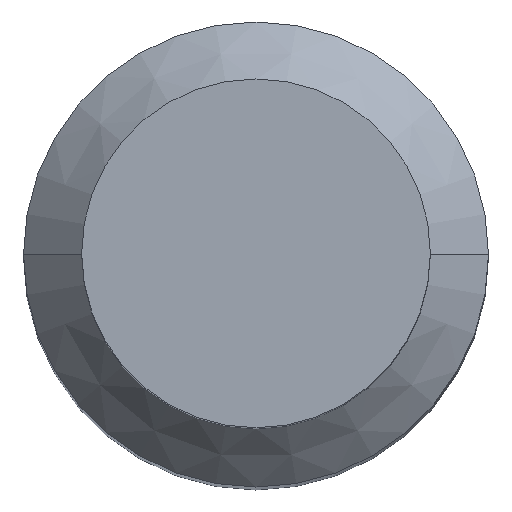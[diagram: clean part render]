
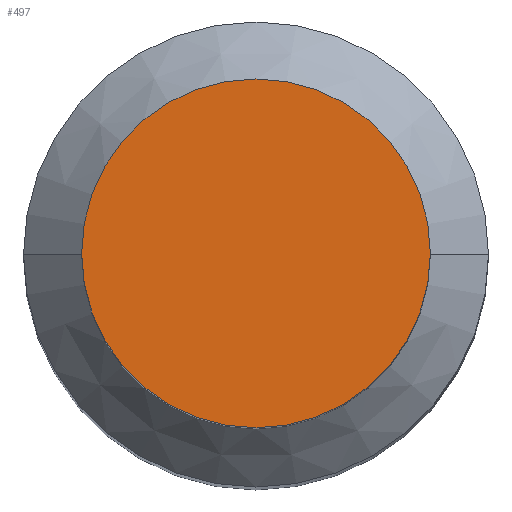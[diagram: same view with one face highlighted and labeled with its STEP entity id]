
A CAD part, top view. The second image highlights one B-rep face of the part: STEP entity #497.
In plain terms, the highlighted planar face has unit normal (0, 0, 1).
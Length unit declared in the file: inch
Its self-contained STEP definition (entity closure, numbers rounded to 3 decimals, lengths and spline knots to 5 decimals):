
#3 = VERTEX_POINT ( 'NONE', #504 ) ;
#4 = DIRECTION ( 'NONE',  ( 1., 0., 0. ) ) ;
#26 = FACE_OUTER_BOUND ( 'NONE', #366, .T. ) ;
#87 = CIRCLE ( 'NONE', #351, 0.05906 ) ;
#103 = VERTEX_POINT ( 'NONE', #130 ) ;
#130 = CARTESIAN_POINT ( 'NONE',  ( 0.05906, 0., 2.37008 ) ) ;
#158 = EDGE_CURVE ( 'NONE', #3, #103, #564, .T. ) ;
#167 = EDGE_CURVE ( 'NONE', #103, #3, #87, .T. ) ;
#172 = DIRECTION ( 'NONE',  ( 0., 0., -1. ) ) ;
#185 = ORIENTED_EDGE ( 'NONE', *, *, #167, .F. ) ;
#211 = CARTESIAN_POINT ( 'NONE',  ( 0., 0., 2.37008 ) ) ;
#212 = CARTESIAN_POINT ( 'NONE',  ( 0., 0., 2.37008 ) ) ;
#227 = AXIS2_PLACEMENT_3D ( 'NONE', #328, #249, #327 ) ;
#249 = DIRECTION ( 'NONE',  ( 0., 0., 1. ) ) ;
#327 = DIRECTION ( 'NONE',  ( 1., 0., 0. ) ) ;
#328 = CARTESIAN_POINT ( 'NONE',  ( -0.05906, 0., 2.37008 ) ) ;
#343 = DIRECTION ( 'NONE',  ( 1., 0., 0. ) ) ;
#351 = AXIS2_PLACEMENT_3D ( 'NONE', #211, #519, #4 ) ;
#359 = PLANE ( 'NONE',  #227 ) ;
#366 = EDGE_LOOP ( 'NONE', ( #185, #465 ) ) ;
#465 = ORIENTED_EDGE ( 'NONE', *, *, #158, .F. ) ;
#497 = ADVANCED_FACE ( 'NONE', ( #26 ), #359, .T. ) ;
#504 = CARTESIAN_POINT ( 'NONE',  ( -0.05906, 0., 2.37008 ) ) ;
#519 = DIRECTION ( 'NONE',  ( 0., 0., -1. ) ) ;
#560 = AXIS2_PLACEMENT_3D ( 'NONE', #212, #172, #343 ) ;
#564 = CIRCLE ( 'NONE', #560, 0.05906 ) ;
